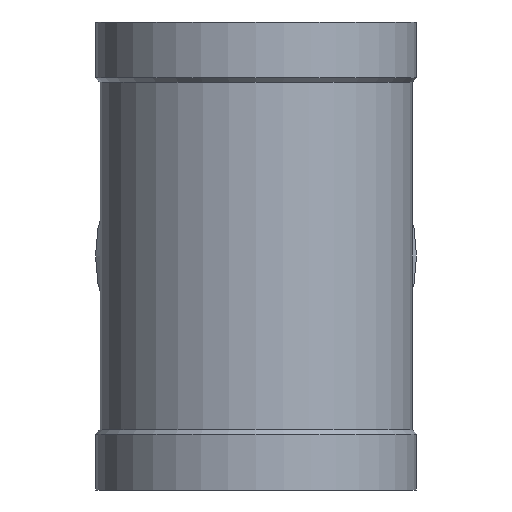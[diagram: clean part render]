
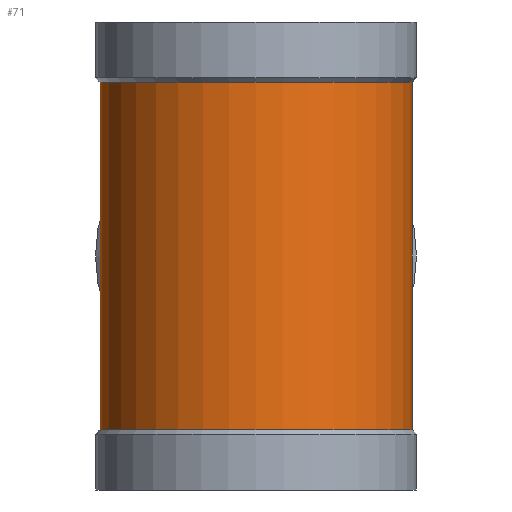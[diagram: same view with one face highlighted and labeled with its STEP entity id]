
A CAD part, left-side view. The second image highlights one B-rep face of the part: STEP entity #71.
In plain terms, the highlighted cylindrical face has radius 140 mm (diameter 280 mm), a full revolution.
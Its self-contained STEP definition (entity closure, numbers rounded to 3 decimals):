
#71 = ADVANCED_FACE( '', ( #154, #155, #156 ), #157, .T. );
#154 = FACE_OUTER_BOUND( '', #239, .T. );
#155 = FACE_BOUND( '', #240, .T. );
#156 = FACE_OUTER_BOUND( '', #241, .T. );
#157 = CYLINDRICAL_SURFACE( '', #242, 140. );
#239 = EDGE_LOOP( '', ( #347 ) );
#240 = EDGE_LOOP( '', ( #348, #349 ) );
#241 = EDGE_LOOP( '', ( #350 ) );
#242 = AXIS2_PLACEMENT_3D( '', #351, #352, #353 );
#347 = ORIENTED_EDGE( '', *, *, #389, .T. );
#348 = ORIENTED_EDGE( '', *, *, #415, .F. );
#349 = ORIENTED_EDGE( '', *, *, #416, .F. );
#350 = ORIENTED_EDGE( '', *, *, #412, .F. );
#351 = CARTESIAN_POINT( '', ( 0., 0., -210. ) );
#352 = DIRECTION( '', ( 0., 0., 1. ) );
#353 = DIRECTION( '', ( -1., 0., 0. ) );
#389 = EDGE_CURVE( '', #435, #435, #436, .T. );
#412 = EDGE_CURVE( '', #471, #471, #472, .T. );
#415 = EDGE_CURVE( '', #475, #476, #477, .T. );
#416 = EDGE_CURVE( '', #476, #475, #478, .F. );
#435 = VERTEX_POINT( '', #498 );
#436 = CIRCLE( '', #499, 140. );
#471 = VERTEX_POINT( '', #534 );
#472 = CIRCLE( '', #535, 140. );
#475 = VERTEX_POINT( '', #538 );
#476 = VERTEX_POINT( '', #539 );
#477 = ELLIPSE( '', #540, 197.99, 140. );
#478 = ELLIPSE( '', #541, 197.99, 140. );
#498 = CARTESIAN_POINT( '', ( -140., 0., 156. ) );
#499 = AXIS2_PLACEMENT_3D( '', #563, #564, #565 );
#534 = CARTESIAN_POINT( '', ( -140., 0., -156. ) );
#535 = AXIS2_PLACEMENT_3D( '', #602, #603, #604 );
#538 = CARTESIAN_POINT( '', ( 0., 140., 0. ) );
#539 = CARTESIAN_POINT( '', ( 0., -140., 0. ) );
#540 = AXIS2_PLACEMENT_3D( '', #605, #606, #607 );
#541 = AXIS2_PLACEMENT_3D( '', #608, #609, #610 );
#563 = CARTESIAN_POINT( '', ( 0., 0., 156. ) );
#564 = DIRECTION( '', ( 0., 0., -1. ) );
#565 = DIRECTION( '', ( -1., 0., 0. ) );
#602 = CARTESIAN_POINT( '', ( 0., 0., -156. ) );
#603 = DIRECTION( '', ( 0., 0., -1. ) );
#604 = DIRECTION( '', ( -1., 0., 0. ) );
#605 = CARTESIAN_POINT( '', ( 0., 0., 0. ) );
#606 = DIRECTION( '', ( 0.707, 0., -0.707 ) );
#607 = DIRECTION( '', ( -0.707, 0., -0.707 ) );
#608 = CARTESIAN_POINT( '', ( 0., 0., 0. ) );
#609 = DIRECTION( '', ( -0.707, 0., -0.707 ) );
#610 = DIRECTION( '', ( 0.707, 0., -0.707 ) );
